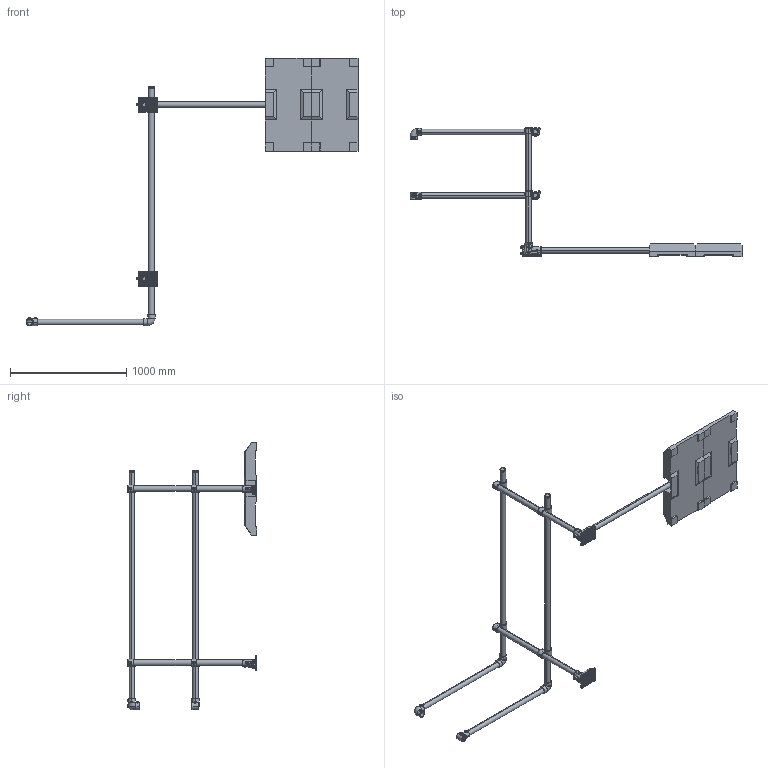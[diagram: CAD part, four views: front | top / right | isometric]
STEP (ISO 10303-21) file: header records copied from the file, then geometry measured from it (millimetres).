
FILE_DESCRIPTION (( 'STEP AP203' ), '1' );
FILE_NAME ('0529341200.STEP', '2024-06-19T11:46:41', ( '' ), ( '' ), 'SwSTEP 2.0', 'SolidWorks 2022', '' );
FILE_SCHEMA (( 'CONFIG_CONTROL_DESIGN' ));
Products named in the file (1): 0529341200
Bounding box: 2860.45 x 1117.2 x 2305.15 mm (x, y, z)
Volume: 58507358.1 mm3; surface area: 5461152.1 mm2
Topology: 66 solids, 66 shells, 3549 faces, 8092 edges, 5102 vertices
Faces by surface type: plane 1382, cylinder 1359, bspline 338, cone 205, torus 203, sphere 62
Entity records: 135577 total; most frequent: CARTESIAN_POINT 55894, DIRECTION 16800, ORIENTED_EDGE 16076, EDGE_CURVE 8038, AXIS2_PLACEMENT_3D 6594, VERTEX_POINT 5102, EDGE_LOOP 4226, VECTOR 3612
